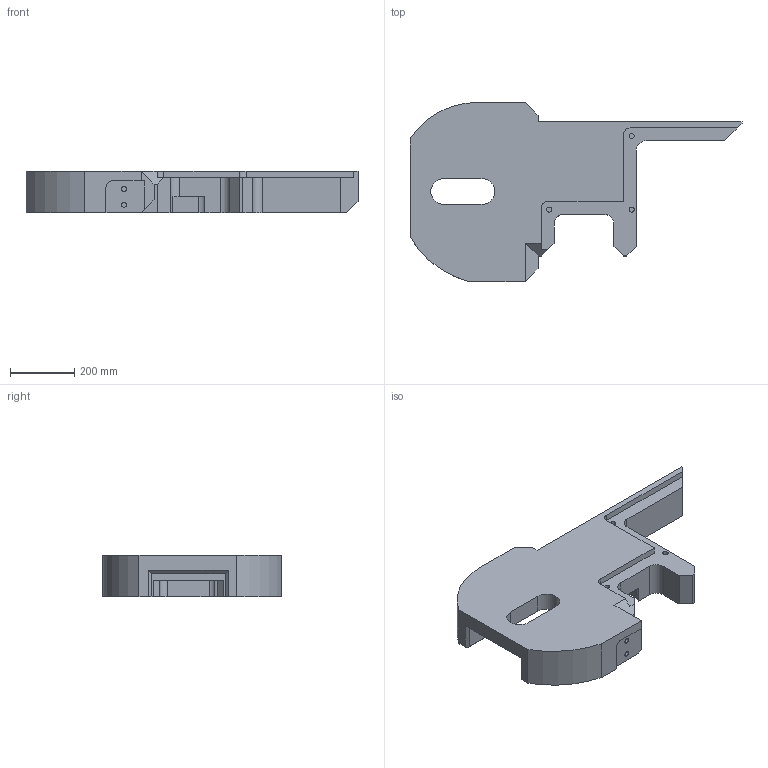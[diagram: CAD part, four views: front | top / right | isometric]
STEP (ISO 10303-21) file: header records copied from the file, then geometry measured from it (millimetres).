
FILE_DESCRIPTION (( 'STEP AP203' ), '1' );
FILE_NAME ('1-JFN020101-1.STEP', '2018-06-03T06:13:26', ( '' ), ( '' ), 'SwSTEP 2.0', 'SolidWorks 2016', '' );
FILE_SCHEMA (( 'CONFIG_CONTROL_DESIGN' ));
Length unit declared in the file: millimetre
Products named in the file (1): 1-JFN020101-1
Bounding box: 1037.5 x 560 x 129.5 mm (x, y, z)
Volume: 31372237.7 mm3; surface area: 1115259.7 mm2
Topology: 1 solids, 1 shells, 89 faces, 240 edges, 158 vertices
Faces by surface type: plane 62, cylinder 27
Entity records: 2862 total; most frequent: CARTESIAN_POINT 488, ORIENTED_EDGE 480, DIRECTION 475, EDGE_CURVE 240, LINE 185, VECTOR 185, VERTEX_POINT 158, AXIS2_PLACEMENT_3D 145
